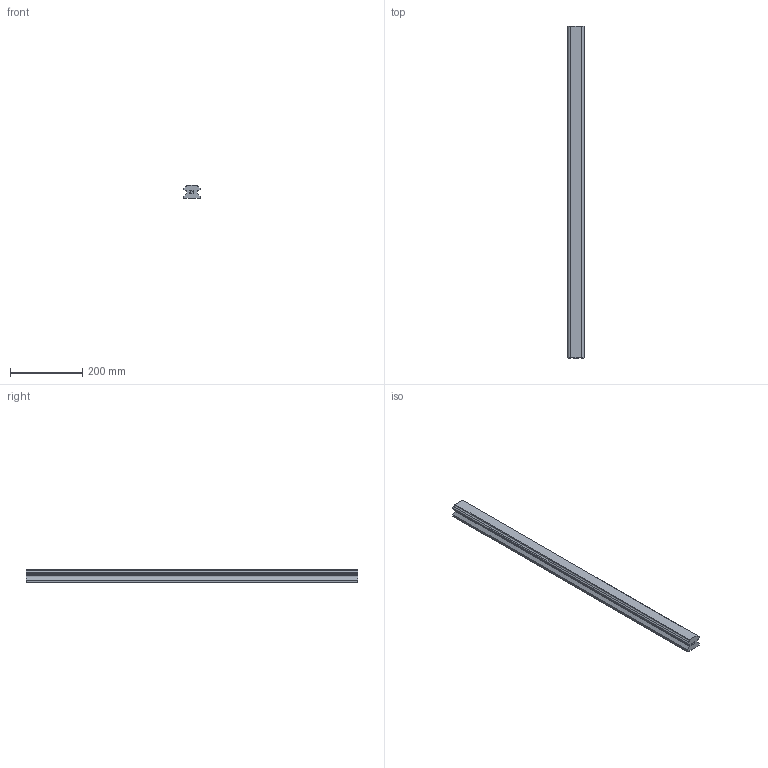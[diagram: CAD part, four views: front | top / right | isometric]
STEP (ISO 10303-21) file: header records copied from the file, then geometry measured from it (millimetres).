
FILE_DESCRIPTION(('STEP AP214'),'1');
FILE_NAME('cctmp_347D96FA-E764-4600-95C3-29506054D5E9_2021_02_01_11_36_44_0334..stp','2021-02-01T10:36:44',('HIWIN GmbH'),('CADClick - www.CADClick.com'),'Spatial InterOp 3D',' ','unknown authorization');
FILE_SCHEMA(('AUTOMOTIVE_DESIGN'));
Length unit declared in the file: millimetre
Products named in the file (1): HGR45T920C_FILE
Bounding box: 45 x 920 x 38 mm (x, y, z)
Volume: 1287881.1 mm3; surface area: 168798.5 mm2
Topology: 1 solids, 1 shells, 133 faces, 363 edges, 227 vertices
Faces by surface type: plane 93, cylinder 22, cone 18
Entity records: 5099 total; most frequent: CARTESIAN_POINT 706, ORIENTED_EDGE 690, DIRECTION 657, EDGE_CURVE 345, LINE 301, VECTOR 301, VERTEX_POINT 227, AXIS2_PLACEMENT_3D 178
